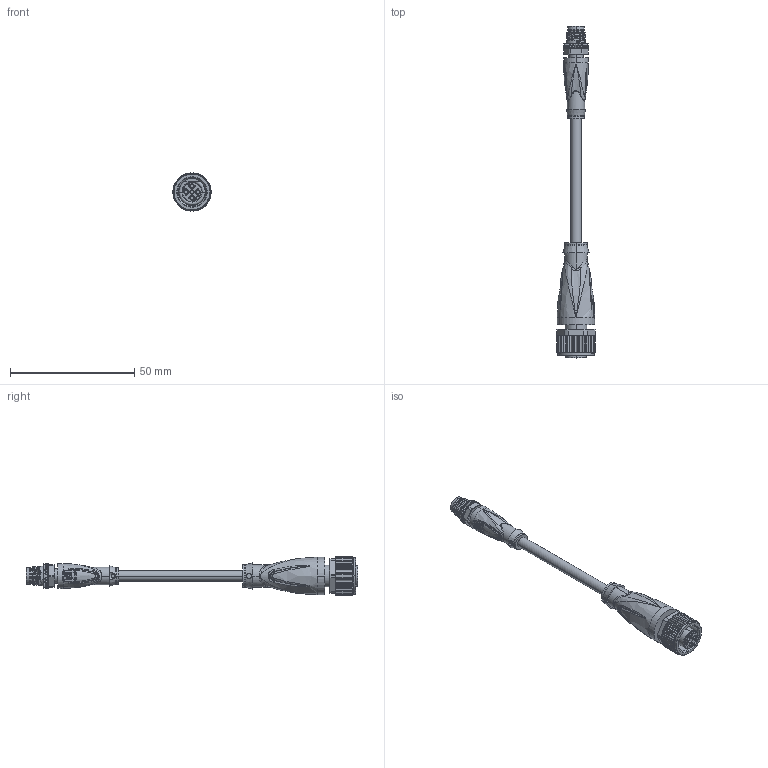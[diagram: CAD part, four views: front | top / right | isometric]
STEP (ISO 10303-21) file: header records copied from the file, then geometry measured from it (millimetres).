
FILE_DESCRIPTION(('STEP AP214'),'1');
FILE_NAME('cctmp_DF53BD5B-5C02-4AF5-B729-A22609A1C568_2022_04_27_10_56_42_0055..stp','2022-04-27T08:56:51',('KiM GmbH'),('CADClick - www.CADClick.com'),'Spatial InterOp 3D postprocessed',' ','unknown authorization');
FILE_SCHEMA(('AUTOMOTIVE_DESIGN'));
Length unit declared in the file: millimetre
Products named in the file (9): Connection2; Connection2_2; Connection2_1; T195113_1; Cable; Connection1; Connection1_2; Connection1_1; T195113
Assembly tree (8 placements, depth 4):
  T195113
    T195113_1
      Connection2
        Connection2_2
        Connection2_1
      Cable
      Connection1
        Connection1_2
        Connection1_1
Bounding box: 15.4 x 133.7 x 15.37 mm (x, y, z)
Volume: 8410.6 mm3; surface area: 6813.9 mm2
Topology: 7 solids, 27 shells, 1857 faces, 4873 edges, 3094 vertices
Faces by surface type: plane 905, cylinder 306, torus 247, bspline 222, cone 153, extrusion 16, sphere 8
Entity records: 97003 total; most frequent: CARTESIAN_POINT 43909, ORIENTED_EDGE 9666, DIRECTION 8537, EDGE_CURVE 4855, VERTEX_POINT 3094, AXIS2_PLACEMENT_3D 2988, STYLED_ITEM 2684, PRESENTATION_STYLE_ASSIGNMENT 2684
